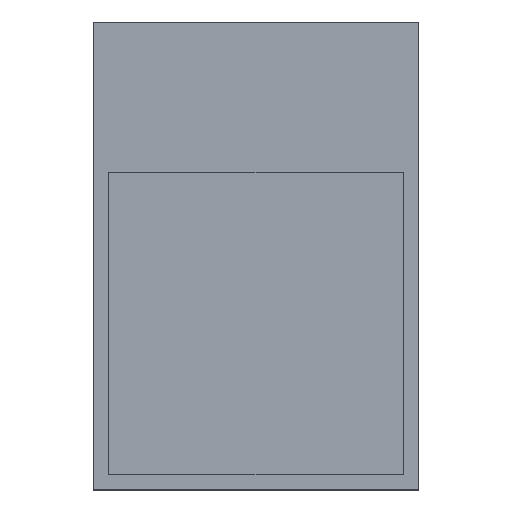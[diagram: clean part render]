
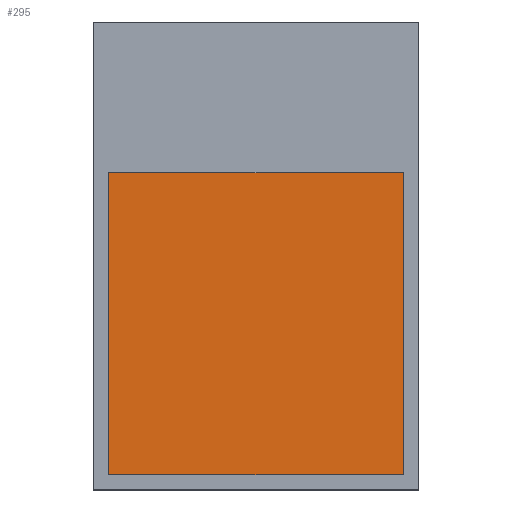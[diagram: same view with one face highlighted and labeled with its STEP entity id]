
A CAD part, top view. The second image highlights one B-rep face of the part: STEP entity #295.
In plain terms, the highlighted planar face has unit normal (0, 0, 1).
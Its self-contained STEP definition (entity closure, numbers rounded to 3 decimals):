
#204 = VERTEX_POINT('',#205);
#205 = CARTESIAN_POINT('',(-5.975,-6.175,2.4));
#211 = EDGE_CURVE('',#204,#212,#214,.T.);
#212 = VERTEX_POINT('',#213);
#213 = CARTESIAN_POINT('',(-5.975,6.075,2.4));
#214 = LINE('',#215,#216);
#215 = CARTESIAN_POINT('',(-5.975,-6.175,2.4));
#216 = VECTOR('',#217,1.);
#217 = DIRECTION('',(0.,1.,0.));
#235 = EDGE_CURVE('',#212,#236,#238,.T.);
#236 = VERTEX_POINT('',#237);
#237 = CARTESIAN_POINT('',(5.975,6.075,2.4));
#238 = LINE('',#239,#240);
#239 = CARTESIAN_POINT('',(-5.975,6.075,2.4));
#240 = VECTOR('',#241,1.);
#241 = DIRECTION('',(1.,0.,0.));
#259 = EDGE_CURVE('',#236,#260,#262,.T.);
#260 = VERTEX_POINT('',#261);
#261 = CARTESIAN_POINT('',(5.975,-6.175,2.4));
#262 = LINE('',#263,#264);
#263 = CARTESIAN_POINT('',(5.975,6.075,2.4));
#264 = VECTOR('',#265,1.);
#265 = DIRECTION('',(0.,-1.,0.));
#283 = EDGE_CURVE('',#260,#204,#284,.T.);
#284 = LINE('',#285,#286);
#285 = CARTESIAN_POINT('',(5.975,-6.175,2.4));
#286 = VECTOR('',#287,1.);
#287 = DIRECTION('',(-1.,0.,0.));
#295 = ADVANCED_FACE('',(#296),#302,.F.);
#296 = FACE_BOUND('',#297,.F.);
#297 = EDGE_LOOP('',(#298,#299,#300,#301));
#298 = ORIENTED_EDGE('',*,*,#211,.T.);
#299 = ORIENTED_EDGE('',*,*,#235,.T.);
#300 = ORIENTED_EDGE('',*,*,#259,.T.);
#301 = ORIENTED_EDGE('',*,*,#283,.T.);
#302 = PLANE('',#303);
#303 = AXIS2_PLACEMENT_3D('',#304,#305,#306);
#304 = CARTESIAN_POINT('',(0.,-0.05,2.4));
#305 = DIRECTION('',(-0.,-0.,-1.));
#306 = DIRECTION('',(-1.,0.,0.));
